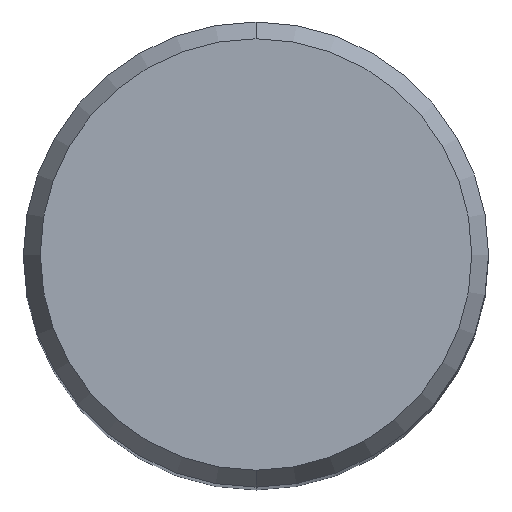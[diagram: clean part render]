
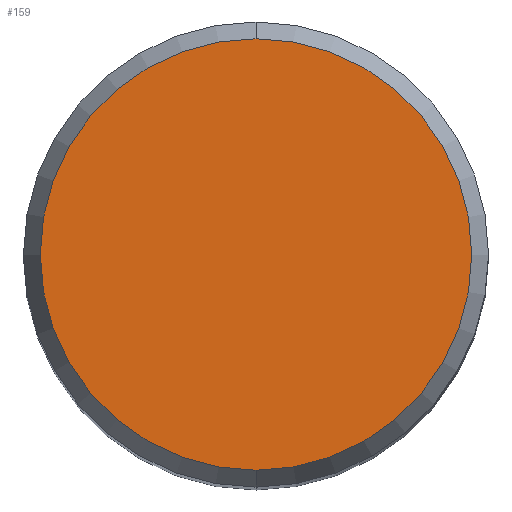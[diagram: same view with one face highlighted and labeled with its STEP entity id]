
A CAD part, top view. The second image highlights one B-rep face of the part: STEP entity #159.
In plain terms, the highlighted planar face has unit normal (0, 0, 1).
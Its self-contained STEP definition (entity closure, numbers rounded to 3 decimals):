
#95=VERTEX_POINT('',#224);
#109=EDGE_CURVE('',#183,#95,#242,.T.);
#129=EDGE_CURVE('',#95,#183,#262,.T.);
#159=ADVANCED_FACE('',(#294),#295,.T.);
#183=VERTEX_POINT('',#322);
#224=CARTESIAN_POINT('',(0.,-5.892,0.01));
#242=CIRCLE('',#381,5.892);
#262=CIRCLE('',#409,5.892);
#294=FACE_OUTER_BOUND('',#451,.T.);
#295=PLANE('',#452);
#322=CARTESIAN_POINT('',(0.0,5.892,0.01));
#381=AXIS2_PLACEMENT_3D('',#552,#553,#554);
#409=AXIS2_PLACEMENT_3D('',#561,#562,#563);
#451=EDGE_LOOP('',(#604,#605));
#452=AXIS2_PLACEMENT_3D('',#606,#607,#608);
#552=CARTESIAN_POINT('',(0.0,0.0,0.01));
#553=DIRECTION('',(0.0,0.0,-1.0));
#554=DIRECTION('',(0.0,1.0,0.0));
#561=CARTESIAN_POINT('',(0.0,0.0,0.01));
#562=DIRECTION('',(0.0,0.0,-1.0));
#563=DIRECTION('',(0.0,1.0,0.0));
#604=ORIENTED_EDGE('',*,*,#109,.F.);
#605=ORIENTED_EDGE('',*,*,#129,.F.);
#606=CARTESIAN_POINT('',(0.0,2.946,0.01));
#607=DIRECTION('',(-0.0,0.0,1.0));
#608=DIRECTION('',(0.0,-1.0,0.0));
